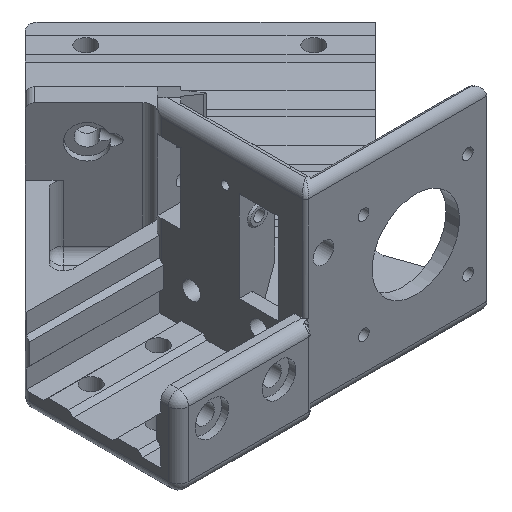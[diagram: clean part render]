
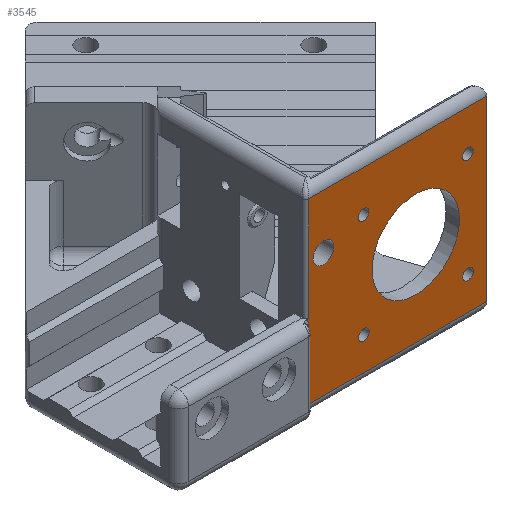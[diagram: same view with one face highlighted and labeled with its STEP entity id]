
A CAD part, isometric view. The second image highlights one B-rep face of the part: STEP entity #3545.
In plain terms, the highlighted planar face has unit normal (0, -1, 0).
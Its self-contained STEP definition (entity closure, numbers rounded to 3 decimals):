
#26=B_SPLINE_CURVE_WITH_KNOTS('',3,(#5382,#5383,#5384,#5385,#5386,#5387),
 .UNSPECIFIED.,.F.,.F.,(4,1,1,4),(-0.559,-0.43,
-0.301,-0.262),.UNSPECIFIED.);
#45=FACE_BOUND('',#1214,.T.);
#46=FACE_BOUND('',#1215,.T.);
#47=FACE_BOUND('',#1216,.T.);
#48=FACE_BOUND('',#1217,.T.);
#49=FACE_BOUND('',#1218,.T.);
#50=FACE_BOUND('',#1219,.T.);
#129=PLANE('',#3792);
#272=LINE('',#5341,#612);
#274=LINE('',#5380,#614);
#275=LINE('',#5389,#615);
#276=LINE('',#5391,#616);
#277=LINE('',#5393,#617);
#278=LINE('',#5394,#618);
#612=VECTOR('',#4246,10.);
#614=VECTOR('',#4256,10.);
#615=VECTOR('',#4257,10.);
#616=VECTOR('',#4258,10.);
#617=VECTOR('',#4259,10.);
#618=VECTOR('',#4260,10.);
#1007=FACE_OUTER_BOUND('',#1213,.T.);
#1213=EDGE_LOOP('',(#2561,#2562,#2563,#2564,#2565,#2566,#2567));
#1214=EDGE_LOOP('',(#2568));
#1215=EDGE_LOOP('',(#2569));
#1216=EDGE_LOOP('',(#2570));
#1217=EDGE_LOOP('',(#2571));
#1218=EDGE_LOOP('',(#2572));
#1219=EDGE_LOOP('',(#2573));
#1476=CIRCLE('',#3793,3.05);
#1477=CIRCLE('',#3794,1.6);
#1478=CIRCLE('',#3795,1.6);
#1479=CIRCLE('',#3796,1.6);
#1480=CIRCLE('',#3797,1.6);
#1481=CIRCLE('',#3798,13.);
#1651=VERTEX_POINT('',#5328);
#1653=VERTEX_POINT('',#5340);
#1656=VERTEX_POINT('',#5379);
#1657=VERTEX_POINT('',#5381);
#1658=VERTEX_POINT('',#5388);
#1659=VERTEX_POINT('',#5390);
#1660=VERTEX_POINT('',#5392);
#1661=VERTEX_POINT('',#5395);
#1662=VERTEX_POINT('',#5397);
#1663=VERTEX_POINT('',#5399);
#1664=VERTEX_POINT('',#5401);
#1665=VERTEX_POINT('',#5403);
#1666=VERTEX_POINT('',#5405);
#2003=EDGE_CURVE('',#1651,#1653,#272,.T.);
#2008=EDGE_CURVE('',#1656,#1651,#274,.T.);
#2009=EDGE_CURVE('',#1657,#1656,#26,.T.);
#2010=EDGE_CURVE('',#1658,#1657,#275,.T.);
#2011=EDGE_CURVE('',#1659,#1658,#276,.T.);
#2012=EDGE_CURVE('',#1659,#1660,#277,.T.);
#2013=EDGE_CURVE('',#1653,#1660,#278,.T.);
#2014=EDGE_CURVE('',#1661,#1661,#1476,.T.);
#2015=EDGE_CURVE('',#1662,#1662,#1477,.T.);
#2016=EDGE_CURVE('',#1663,#1663,#1478,.T.);
#2017=EDGE_CURVE('',#1664,#1664,#1479,.T.);
#2018=EDGE_CURVE('',#1665,#1665,#1480,.T.);
#2019=EDGE_CURVE('',#1666,#1666,#1481,.T.);
#2561=ORIENTED_EDGE('',*,*,#2003,.F.);
#2562=ORIENTED_EDGE('',*,*,#2008,.F.);
#2563=ORIENTED_EDGE('',*,*,#2009,.F.);
#2564=ORIENTED_EDGE('',*,*,#2010,.F.);
#2565=ORIENTED_EDGE('',*,*,#2011,.F.);
#2566=ORIENTED_EDGE('',*,*,#2012,.T.);
#2567=ORIENTED_EDGE('',*,*,#2013,.F.);
#2568=ORIENTED_EDGE('',*,*,#2014,.T.);
#2569=ORIENTED_EDGE('',*,*,#2015,.T.);
#2570=ORIENTED_EDGE('',*,*,#2016,.T.);
#2571=ORIENTED_EDGE('',*,*,#2017,.T.);
#2572=ORIENTED_EDGE('',*,*,#2018,.T.);
#2573=ORIENTED_EDGE('',*,*,#2019,.T.);
#3545=ADVANCED_FACE('',(#1007,#45,#46,#47,#48,#49,#50),#129,.T.);
#3792=AXIS2_PLACEMENT_3D('',#5378,#4254,#4255);
#3793=AXIS2_PLACEMENT_3D('',#5396,#4261,#4262);
#3794=AXIS2_PLACEMENT_3D('',#5398,#4263,#4264);
#3795=AXIS2_PLACEMENT_3D('',#5400,#4265,#4266);
#3796=AXIS2_PLACEMENT_3D('',#5402,#4267,#4268);
#3797=AXIS2_PLACEMENT_3D('',#5404,#4269,#4270);
#3798=AXIS2_PLACEMENT_3D('',#5406,#4271,#4272);
#4246=DIRECTION('',(0.,0.,1.));
#4254=DIRECTION('center_axis',(0.,-1.,0.));
#4255=DIRECTION('ref_axis',(1.,0.,0.));
#4256=DIRECTION('',(1.,0.,0.));
#4257=DIRECTION('',(0.,0.,1.));
#4258=DIRECTION('',(-1.,0.,0.));
#4259=DIRECTION('',(0.,0.,1.));
#4260=DIRECTION('',(1.,0.,0.));
#4261=DIRECTION('center_axis',(0.,1.,0.));
#4262=DIRECTION('ref_axis',(1.,0.,0.));
#4263=DIRECTION('center_axis',(0.,1.,0.));
#4264=DIRECTION('ref_axis',(1.,0.,0.));
#4265=DIRECTION('center_axis',(0.,1.,0.));
#4266=DIRECTION('ref_axis',(1.,0.,0.));
#4267=DIRECTION('center_axis',(0.,1.,0.));
#4268=DIRECTION('ref_axis',(1.,0.,0.));
#4269=DIRECTION('center_axis',(0.,1.,0.));
#4270=DIRECTION('ref_axis',(1.,0.,0.));
#4271=DIRECTION('center_axis',(0.,1.,0.));
#4272=DIRECTION('ref_axis',(1.,0.,0.));
#5328=CARTESIAN_POINT('',(-29.659,-45.418,25.177));
#5340=CARTESIAN_POINT('',(-29.659,-45.418,56.));
#5341=CARTESIAN_POINT('',(-29.659,-45.418,0.));
#5378=CARTESIAN_POINT('Origin',(-30.659,-45.418,0.));
#5379=CARTESIAN_POINT('',(-30.297,-45.418,25.177));
#5380=CARTESIAN_POINT('',(-60.509,-45.418,25.177));
#5381=CARTESIAN_POINT('',(-29.659,-45.418,22.349));
#5382=CARTESIAN_POINT('Ctrl Pts',(-29.659,-45.418,22.349));
#5383=CARTESIAN_POINT('Ctrl Pts',(-29.659,-45.418,22.779));
#5384=CARTESIAN_POINT('Ctrl Pts',(-29.633,-45.418,23.64));
#5385=CARTESIAN_POINT('Ctrl Pts',(-29.881,-45.418,24.622));
#5386=CARTESIAN_POINT('Ctrl Pts',(-30.211,-45.418,25.08));
#5387=CARTESIAN_POINT('Ctrl Pts',(-30.297,-45.418,25.177));
#5388=CARTESIAN_POINT('',(-29.659,-45.418,3.));
#5389=CARTESIAN_POINT('',(-29.659,-45.418,0.));
#5390=CARTESIAN_POINT('',(23.331,-45.418,3.));
#5391=CARTESIAN_POINT('',(-13.82,-45.418,3.));
#5392=CARTESIAN_POINT('',(23.331,-45.418,56.));
#5393=CARTESIAN_POINT('',(23.331,-45.418,0.));
#5394=CARTESIAN_POINT('',(-25.274,-45.418,56.));
#5395=CARTESIAN_POINT('',(-28.31,-45.418,39.927));
#5396=CARTESIAN_POINT('Origin',(-25.26,-45.418,39.927));
#5397=CARTESIAN_POINT('',(-14.961,-45.418,43.777));
#5398=CARTESIAN_POINT('Origin',(-13.361,-45.418,43.777));
#5399=CARTESIAN_POINT('',(-14.844,-45.418,12.743));
#5400=CARTESIAN_POINT('Origin',(-13.244,-45.418,12.743));
#5401=CARTESIAN_POINT('',(16.073,-45.418,43.894));
#5402=CARTESIAN_POINT('Origin',(17.673,-45.418,43.894));
#5403=CARTESIAN_POINT('',(16.19,-45.418,12.86));
#5404=CARTESIAN_POINT('Origin',(17.79,-45.418,12.86));
#5405=CARTESIAN_POINT('',(-10.786,-45.418,28.318));
#5406=CARTESIAN_POINT('Origin',(2.214,-45.418,28.318));
